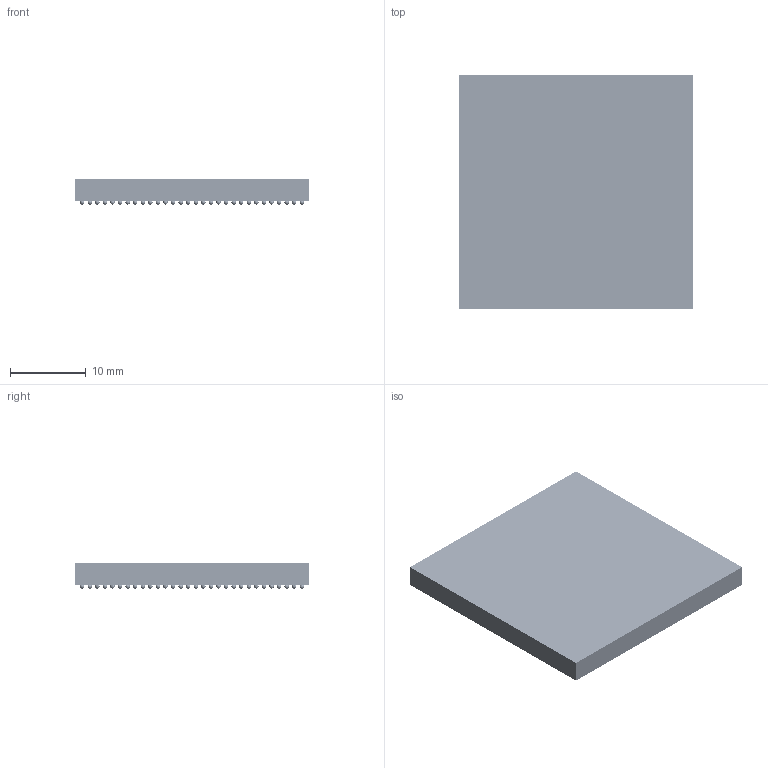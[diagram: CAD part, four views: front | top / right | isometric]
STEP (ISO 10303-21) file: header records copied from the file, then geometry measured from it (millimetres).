
FILE_DESCRIPTION((''),'2;1');
FILE_NAME('BGA900C100P30X30_3100X3100X335.stp','2013-07-15T11:16:39',(''),(''),'Mechanical Desktop 2011','Mechanical Desktop 2011',', , ');
FILE_SCHEMA(('AUTOMOTIVE_DESIGN { 1 2 10303 214 1 1 1 1 }'));
Length unit declared in the file: millimetre
Products named in the file (1): Product
Bounding box: 31 x 31 x 3.35 mm (x, y, z)
Volume: 2833.1 mm3; surface area: 5188.3 mm2
Topology: 903 solids, 903 shells, 2721 faces, 6342 edges, 2728 vertices
Faces by surface type: sphere 1800, plane 915, bspline 6
Entity records: 53700 total; most frequent: DIRECTION 10874, CARTESIAN_POINT 8210, ORIENTED_EDGE 5484, AXIS2_PLACEMENT_3D 5416, EDGE_LOOP 3622, EDGE_CURVE 2742, VERTEX_POINT 2728, FACE_OUTER_BOUND 2721
